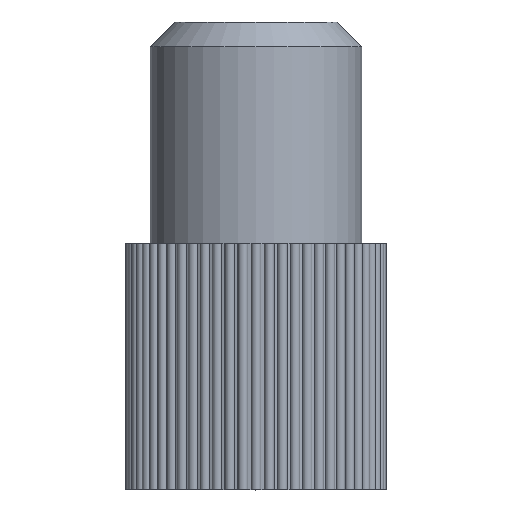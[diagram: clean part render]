
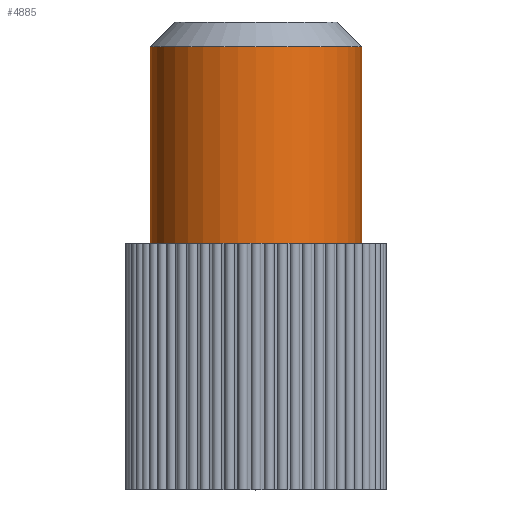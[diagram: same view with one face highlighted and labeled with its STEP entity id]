
A CAD part, top view. The second image highlights one B-rep face of the part: STEP entity #4885.
In plain terms, the highlighted cylindrical face has radius 2.15 mm (diameter 4.3 mm), a partial arc.
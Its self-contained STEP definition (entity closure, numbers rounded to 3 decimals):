
#1382=DIRECTION('',(0.,1.,0.));
#1383=VECTOR('',#1382,4.);
#1384=CARTESIAN_POINT('',(2.15,5.,0.));
#1385=LINE('',#1384,#1383);
#1386=CARTESIAN_POINT('',(0.,5.,0.));
#1387=DIRECTION('',(0.,-1.,0.));
#1388=DIRECTION('',(1.,0.,0.));
#1389=AXIS2_PLACEMENT_3D('',#1386,#1387,#1388);
#1391=DIRECTION('',(0.,1.,0.));
#1392=VECTOR('',#1391,4.);
#1393=CARTESIAN_POINT('',(-2.15,5.,0.));
#1394=LINE('',#1393,#1392);
#1409=CARTESIAN_POINT('',(0.,9.,0.));
#1410=DIRECTION('',(0.,-1.,0.));
#1411=DIRECTION('',(1.,0.,0.));
#1412=AXIS2_PLACEMENT_3D('',#1409,#1410,#1411);
#3126=CARTESIAN_POINT('',(2.15,9.,0.));
#3128=VERTEX_POINT('',#3126);
#3130=CARTESIAN_POINT('',(2.15,5.,0.));
#3131=VERTEX_POINT('',#3130);
#3132=CARTESIAN_POINT('',(-2.15,9.,0.));
#3134=VERTEX_POINT('',#3132);
#3136=CARTESIAN_POINT('',(-2.15,5.,0.));
#3137=VERTEX_POINT('',#3136);
#4871=CARTESIAN_POINT('',(0.,0.,0.));
#4872=DIRECTION('',(0.,1.,0.));
#4873=DIRECTION('',(1.,0.,0.));
#4874=AXIS2_PLACEMENT_3D('',#4871,#4872,#4873);
#4875=CYLINDRICAL_SURFACE('',#4874,2.15);
#4877=ORIENTED_EDGE('',*,*,#4876,.F.);
#4878=ORIENTED_EDGE('',*,*,#4864,.T.);
#4880=ORIENTED_EDGE('',*,*,#4879,.T.);
#4882=ORIENTED_EDGE('',*,*,#4881,.F.);
#4883=EDGE_LOOP('',(#4877,#4878,#4880,#4882));
#4884=FACE_OUTER_BOUND('',#4883,.F.);
#4885=ADVANCED_FACE('',(#4884),#4875,.T.);
#1390=CIRCLE('',#1389,2.15);
#1413=CIRCLE('',#1412,2.15);
#4864=EDGE_CURVE('',#3131,#3137,#1390,.T.);
#4876=EDGE_CURVE('',#3131,#3128,#1385,.T.);
#4879=EDGE_CURVE('',#3137,#3134,#1394,.T.);
#4881=EDGE_CURVE('',#3128,#3134,#1413,.T.);
